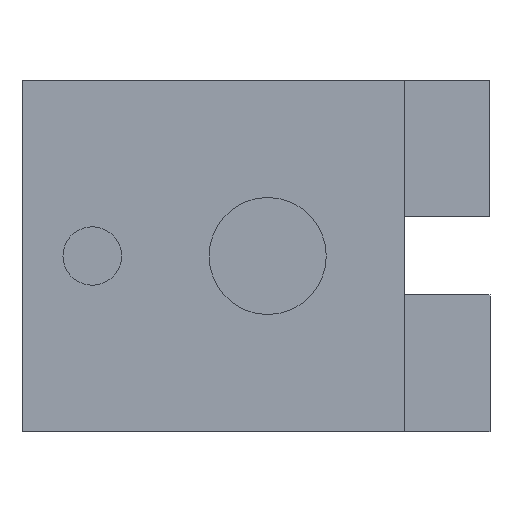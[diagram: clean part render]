
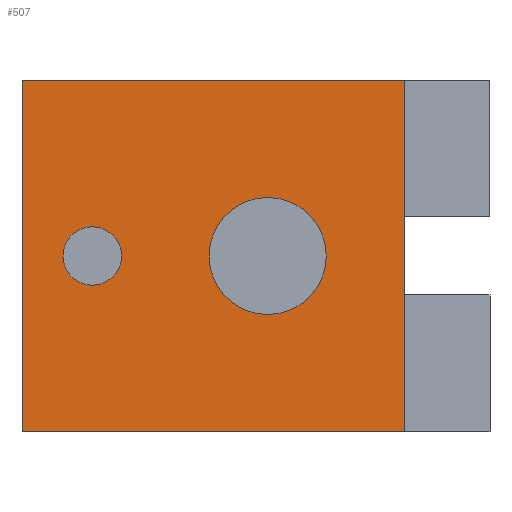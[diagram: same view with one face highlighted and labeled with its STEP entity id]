
A CAD part, front view. The second image highlights one B-rep face of the part: STEP entity #507.
In plain terms, the highlighted planar face has unit normal (0, -1, 0).
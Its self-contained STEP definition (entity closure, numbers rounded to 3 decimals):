
#4 = CIRCLE ( 'NONE', #337, 1.5 ) ;
#5 = PLANE ( 'NONE',  #362 ) ;
#11 = FACE_BOUND ( 'NONE', #497, .T. ) ;
#28 = ORIENTED_EDGE ( 'NONE', *, *, #695, .F. ) ;
#31 = CARTESIAN_POINT ( 'NONE',  ( -5.7, -12., 0. ) ) ;
#44 = CIRCLE ( 'NONE', #72, 1.5 ) ;
#48 = EDGE_LOOP ( 'NONE', ( #28, #663 ) ) ;
#52 = LINE ( 'NONE', #379, #366 ) ;
#72 = AXIS2_PLACEMENT_3D ( 'NONE', #31, #311, #205 ) ;
#78 = AXIS2_PLACEMENT_3D ( 'NONE', #341, #633, #179 ) ;
#84 = DIRECTION ( 'NONE',  ( 0., 0., -1. ) ) ;
#96 = VECTOR ( 'NONE', #239, 1000. ) ;
#101 = EDGE_CURVE ( 'NONE', #411, #713, #151, .T. ) ;
#104 = ORIENTED_EDGE ( 'NONE', *, *, #240, .F. ) ;
#113 = CARTESIAN_POINT ( 'NONE',  ( -12., -12., -4.5 ) ) ;
#117 = VERTEX_POINT ( 'NONE', #182 ) ;
#119 = CARTESIAN_POINT ( 'NONE',  ( -5.7, -12., -1.5 ) ) ;
#133 = EDGE_CURVE ( 'NONE', #628, #498, #44, .T. ) ;
#149 = CARTESIAN_POINT ( 'NONE',  ( -5.7, -12., 0. ) ) ;
#151 = LINE ( 'NONE', #694, #96 ) ;
#171 = EDGE_CURVE ( 'NONE', #117, #726, #625, .T. ) ;
#174 = FACE_OUTER_BOUND ( 'NONE', #235, .T. ) ;
#179 = DIRECTION ( 'NONE',  ( 0., 0., -1. ) ) ;
#182 = CARTESIAN_POINT ( 'NONE',  ( -10.95, -12., 0. ) ) ;
#205 = DIRECTION ( 'NONE',  ( 0., 0., -1. ) ) ;
#232 = FACE_BOUND ( 'NONE', #48, .T. ) ;
#235 = EDGE_LOOP ( 'NONE', ( #104, #505, #620, #513 ) ) ;
#239 = DIRECTION ( 'NONE',  ( 0., 0., 1. ) ) ;
#240 = EDGE_CURVE ( 'NONE', #685, #713, #52, .T. ) ;
#259 = CARTESIAN_POINT ( 'NONE',  ( -10.2, -12., 0. ) ) ;
#288 = CIRCLE ( 'NONE', #78, 0.75 ) ;
#306 = AXIS2_PLACEMENT_3D ( 'NONE', #259, #600, #656 ) ;
#311 = DIRECTION ( 'NONE',  ( 0., -1., 0. ) ) ;
#324 = EDGE_CURVE ( 'NONE', #357, #685, #409, .T. ) ;
#325 = CARTESIAN_POINT ( 'NONE',  ( -12., -12., -4.5 ) ) ;
#333 = DIRECTION ( 'NONE',  ( 1., 0., 0. ) ) ;
#337 = AXIS2_PLACEMENT_3D ( 'NONE', #149, #426, #84 ) ;
#341 = CARTESIAN_POINT ( 'NONE',  ( -10.2, -12., 0. ) ) ;
#351 = DIRECTION ( 'NONE',  ( 0., -1., 0. ) ) ;
#357 = VERTEX_POINT ( 'NONE', #325 ) ;
#362 = AXIS2_PLACEMENT_3D ( 'NONE', #568, #351, #456 ) ;
#366 = VECTOR ( 'NONE', #333, 1000. ) ;
#379 = CARTESIAN_POINT ( 'NONE',  ( -12., -12., 4.5 ) ) ;
#394 = EDGE_CURVE ( 'NONE', #726, #117, #288, .T. ) ;
#408 = LINE ( 'NONE', #113, #423 ) ;
#409 = LINE ( 'NONE', #657, #683 ) ;
#411 = VERTEX_POINT ( 'NONE', #578 ) ;
#420 = EDGE_CURVE ( 'NONE', #357, #411, #408, .T. ) ;
#423 = VECTOR ( 'NONE', #573, 1000. ) ;
#426 = DIRECTION ( 'NONE',  ( 0., -1., 0. ) ) ;
#456 = DIRECTION ( 'NONE',  ( 0., 0., -1. ) ) ;
#471 = CARTESIAN_POINT ( 'NONE',  ( -5.7, -12., 1.5 ) ) ;
#479 = CARTESIAN_POINT ( 'NONE',  ( -12., -12., 4.5 ) ) ;
#497 = EDGE_LOOP ( 'NONE', ( #627, #700 ) ) ;
#498 = VERTEX_POINT ( 'NONE', #119 ) ;
#505 = ORIENTED_EDGE ( 'NONE', *, *, #324, .F. ) ;
#507 = ADVANCED_FACE ( 'NONE', ( #232, #11, #174 ), #5, .T. ) ;
#513 = ORIENTED_EDGE ( 'NONE', *, *, #101, .T. ) ;
#553 = DIRECTION ( 'NONE',  ( 0., 0., 1. ) ) ;
#568 = CARTESIAN_POINT ( 'NONE',  ( -12., -12., -4.5 ) ) ;
#573 = DIRECTION ( 'NONE',  ( 1., 0., 0. ) ) ;
#578 = CARTESIAN_POINT ( 'NONE',  ( -2.2, -12., -4.5 ) ) ;
#597 = CARTESIAN_POINT ( 'NONE',  ( -2.2, -12., 4.5 ) ) ;
#599 = CARTESIAN_POINT ( 'NONE',  ( -9.45, -12., 0. ) ) ;
#600 = DIRECTION ( 'NONE',  ( 0., -1., 0. ) ) ;
#620 = ORIENTED_EDGE ( 'NONE', *, *, #420, .T. ) ;
#625 = CIRCLE ( 'NONE', #306, 0.75 ) ;
#627 = ORIENTED_EDGE ( 'NONE', *, *, #171, .F. ) ;
#628 = VERTEX_POINT ( 'NONE', #471 ) ;
#633 = DIRECTION ( 'NONE',  ( 0., -1., 0. ) ) ;
#656 = DIRECTION ( 'NONE',  ( 0., 0., -1. ) ) ;
#657 = CARTESIAN_POINT ( 'NONE',  ( -12., -12., -4.5 ) ) ;
#663 = ORIENTED_EDGE ( 'NONE', *, *, #133, .F. ) ;
#683 = VECTOR ( 'NONE', #553, 1000. ) ;
#685 = VERTEX_POINT ( 'NONE', #479 ) ;
#694 = CARTESIAN_POINT ( 'NONE',  ( -2.2, -12., -4.5 ) ) ;
#695 = EDGE_CURVE ( 'NONE', #498, #628, #4, .T. ) ;
#700 = ORIENTED_EDGE ( 'NONE', *, *, #394, .F. ) ;
#713 = VERTEX_POINT ( 'NONE', #597 ) ;
#726 = VERTEX_POINT ( 'NONE', #599 ) ;
